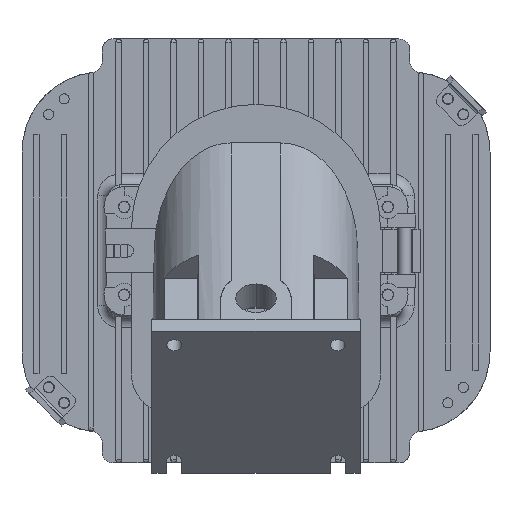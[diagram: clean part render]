
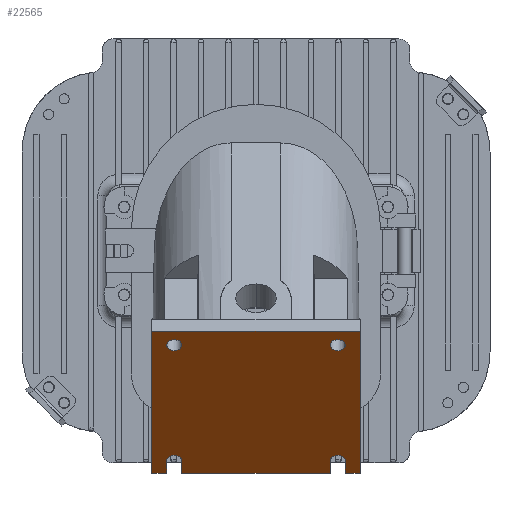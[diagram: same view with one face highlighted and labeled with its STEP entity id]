
A CAD part, front view. The second image highlights one B-rep face of the part: STEP entity #22565.
In plain terms, the highlighted face is planar.
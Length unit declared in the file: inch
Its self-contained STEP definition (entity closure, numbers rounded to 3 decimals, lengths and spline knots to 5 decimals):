
#22254=DIRECTION('',(0.,1.,0.));
#22255=VECTOR('',#22254,0.399);
#22256=CARTESIAN_POINT('',(1.685,0.,0.));
#22257=LINE('',#22256,#22255);
#22258=CARTESIAN_POINT('',(1.86,0.399,0.));
#22259=DIRECTION('',(0.,0.,1.));
#22260=DIRECTION('',(1.,0.,0.));
#22261=AXIS2_PLACEMENT_3D('',#22258,#22259,#22260);
#22263=DIRECTION('',(0.,1.,0.));
#22264=VECTOR('',#22263,0.399);
#22265=CARTESIAN_POINT('',(2.035,0.,0.));
#22266=LINE('',#22265,#22264);
#22267=DIRECTION('',(1.,0.,0.));
#22268=VECTOR('',#22267,0.34);
#22269=CARTESIAN_POINT('',(2.035,0.,0.));
#22270=LINE('',#22269,#22268);
#22271=DIRECTION('',(0.,1.,0.));
#22272=VECTOR('',#22271,4.565);
#22273=CARTESIAN_POINT('',(2.375,0.,0.));
#22274=LINE('',#22273,#22272);
#22275=DIRECTION('',(-1.,0.,0.));
#22276=VECTOR('',#22275,4.75);
#22277=CARTESIAN_POINT('',(2.375,4.565,0.));
#22278=LINE('',#22277,#22276);
#22279=DIRECTION('',(0.,-1.,0.));
#22280=VECTOR('',#22279,4.565);
#22281=CARTESIAN_POINT('',(-2.375,4.565,0.));
#22282=LINE('',#22281,#22280);
#22283=DIRECTION('',(1.,0.,0.));
#22284=VECTOR('',#22283,0.34);
#22285=CARTESIAN_POINT('',(-2.375,0.,0.));
#22286=LINE('',#22285,#22284);
#22287=DIRECTION('',(0.,1.,0.));
#22288=VECTOR('',#22287,0.399);
#22289=CARTESIAN_POINT('',(-2.035,0.,0.));
#22290=LINE('',#22289,#22288);
#22291=CARTESIAN_POINT('',(-1.86,0.399,0.));
#22292=DIRECTION('',(0.,0.,1.));
#22293=DIRECTION('',(1.,0.,0.));
#22294=AXIS2_PLACEMENT_3D('',#22291,#22292,#22293);
#22296=DIRECTION('',(0.,1.,0.));
#22297=VECTOR('',#22296,0.399);
#22298=CARTESIAN_POINT('',(-1.685,0.,0.));
#22299=LINE('',#22298,#22297);
#22300=DIRECTION('',(1.,0.,0.));
#22301=VECTOR('',#22300,3.37);
#22302=CARTESIAN_POINT('',(-1.685,0.,0.));
#22303=LINE('',#22302,#22301);
#22304=CARTESIAN_POINT('',(1.86,4.119,0.));
#22305=DIRECTION('',(0.,0.,1.));
#22306=DIRECTION('',(1.,0.,0.));
#22307=AXIS2_PLACEMENT_3D('',#22304,#22305,#22306);
#22309=CARTESIAN_POINT('',(1.86,4.119,0.));
#22310=DIRECTION('',(0.,0.,1.));
#22311=DIRECTION('',(-1.,0.,0.));
#22312=AXIS2_PLACEMENT_3D('',#22309,#22310,#22311);
#22314=CARTESIAN_POINT('',(-1.86,4.119,0.));
#22315=DIRECTION('',(0.,0.,1.));
#22316=DIRECTION('',(1.,0.,0.));
#22317=AXIS2_PLACEMENT_3D('',#22314,#22315,#22316);
#22319=CARTESIAN_POINT('',(-1.86,4.119,0.));
#22320=DIRECTION('',(0.,0.,1.));
#22321=DIRECTION('',(-1.,0.,0.));
#22322=AXIS2_PLACEMENT_3D('',#22319,#22320,#22321);
#22458=CARTESIAN_POINT('',(2.375,0.,0.));
#22459=CARTESIAN_POINT('',(2.375,4.565,0.));
#22460=VERTEX_POINT('',#22458);
#22461=VERTEX_POINT('',#22459);
#22462=CARTESIAN_POINT('',(-2.375,4.565,0.));
#22463=VERTEX_POINT('',#22462);
#22464=CARTESIAN_POINT('',(-2.375,0.,0.));
#22465=VERTEX_POINT('',#22464);
#22474=CARTESIAN_POINT('',(2.035,4.119,0.));
#22475=CARTESIAN_POINT('',(1.685,4.119,0.));
#22476=VERTEX_POINT('',#22474);
#22477=VERTEX_POINT('',#22475);
#22478=CARTESIAN_POINT('',(-1.685,4.119,0.));
#22479=CARTESIAN_POINT('',(-2.035,4.119,0.));
#22480=VERTEX_POINT('',#22478);
#22481=VERTEX_POINT('',#22479);
#22490=CARTESIAN_POINT('',(1.685,0.,0.));
#22491=CARTESIAN_POINT('',(1.685,0.399,0.));
#22492=VERTEX_POINT('',#22490);
#22493=VERTEX_POINT('',#22491);
#22494=CARTESIAN_POINT('',(2.035,0.,0.));
#22495=CARTESIAN_POINT('',(2.035,0.399,0.));
#22496=VERTEX_POINT('',#22494);
#22497=VERTEX_POINT('',#22495);
#22498=CARTESIAN_POINT('',(-2.035,0.,0.));
#22499=CARTESIAN_POINT('',(-2.035,0.399,0.));
#22500=VERTEX_POINT('',#22498);
#22501=VERTEX_POINT('',#22499);
#22502=CARTESIAN_POINT('',(-1.685,0.,0.));
#22503=CARTESIAN_POINT('',(-1.685,0.399,0.));
#22504=VERTEX_POINT('',#22502);
#22505=VERTEX_POINT('',#22503);
#22522=CARTESIAN_POINT('',(0.,0.,0.));
#22523=DIRECTION('',(0.,0.,1.));
#22524=DIRECTION('',(1.,0.,0.));
#22525=AXIS2_PLACEMENT_3D('',#22522,#22523,#22524);
#22526=PLANE('',#22525);
#22528=ORIENTED_EDGE('',*,*,#22527,.T.);
#22530=ORIENTED_EDGE('',*,*,#22529,.F.);
#22532=ORIENTED_EDGE('',*,*,#22531,.F.);
#22534=ORIENTED_EDGE('',*,*,#22533,.T.);
#22536=ORIENTED_EDGE('',*,*,#22535,.T.);
#22538=ORIENTED_EDGE('',*,*,#22537,.T.);
#22540=ORIENTED_EDGE('',*,*,#22539,.T.);
#22542=ORIENTED_EDGE('',*,*,#22541,.T.);
#22544=ORIENTED_EDGE('',*,*,#22543,.T.);
#22546=ORIENTED_EDGE('',*,*,#22545,.F.);
#22548=ORIENTED_EDGE('',*,*,#22547,.F.);
#22550=ORIENTED_EDGE('',*,*,#22549,.T.);
#22551=EDGE_LOOP('',(#22528,#22530,#22532,#22534,#22536,#22538,#22540,#22542,
#22544,#22546,#22548,#22550));
#22552=FACE_OUTER_BOUND('',#22551,.F.);
#22554=ORIENTED_EDGE('',*,*,#22553,.F.);
#22556=ORIENTED_EDGE('',*,*,#22555,.F.);
#22557=EDGE_LOOP('',(#22554,#22556));
#22558=FACE_BOUND('',#22557,.F.);
#22560=ORIENTED_EDGE('',*,*,#22559,.F.);
#22562=ORIENTED_EDGE('',*,*,#22561,.F.);
#22563=EDGE_LOOP('',(#22560,#22562));
#22564=FACE_BOUND('',#22563,.F.);
#22565=ADVANCED_FACE('',(#22552,#22558,#22564),#22526,.F.);
#22262=CIRCLE('',#22261,0.175);
#22295=CIRCLE('',#22294,0.175);
#22308=CIRCLE('',#22307,0.175);
#22313=CIRCLE('',#22312,0.175);
#22318=CIRCLE('',#22317,0.175);
#22323=CIRCLE('',#22322,0.175);
#22527=EDGE_CURVE('',#22492,#22493,#22257,.T.);
#22529=EDGE_CURVE('',#22497,#22493,#22262,.T.);
#22531=EDGE_CURVE('',#22496,#22497,#22266,.T.);
#22533=EDGE_CURVE('',#22496,#22460,#22270,.T.);
#22535=EDGE_CURVE('',#22460,#22461,#22274,.T.);
#22537=EDGE_CURVE('',#22461,#22463,#22278,.T.);
#22539=EDGE_CURVE('',#22463,#22465,#22282,.T.);
#22541=EDGE_CURVE('',#22465,#22500,#22286,.T.);
#22543=EDGE_CURVE('',#22500,#22501,#22290,.T.);
#22545=EDGE_CURVE('',#22505,#22501,#22295,.T.);
#22547=EDGE_CURVE('',#22504,#22505,#22299,.T.);
#22549=EDGE_CURVE('',#22504,#22492,#22303,.T.);
#22553=EDGE_CURVE('',#22476,#22477,#22308,.T.);
#22555=EDGE_CURVE('',#22477,#22476,#22313,.T.);
#22559=EDGE_CURVE('',#22480,#22481,#22318,.T.);
#22561=EDGE_CURVE('',#22481,#22480,#22323,.T.);
